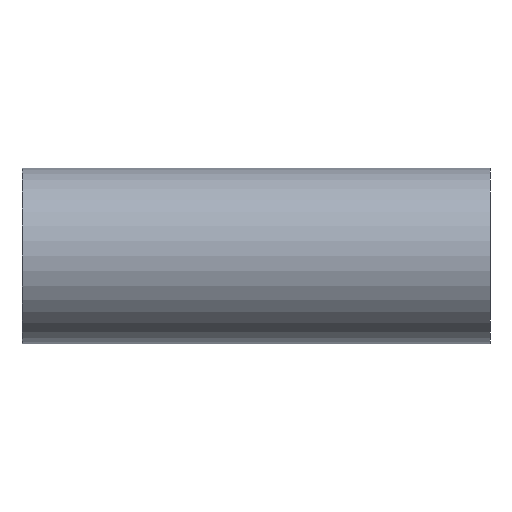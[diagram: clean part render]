
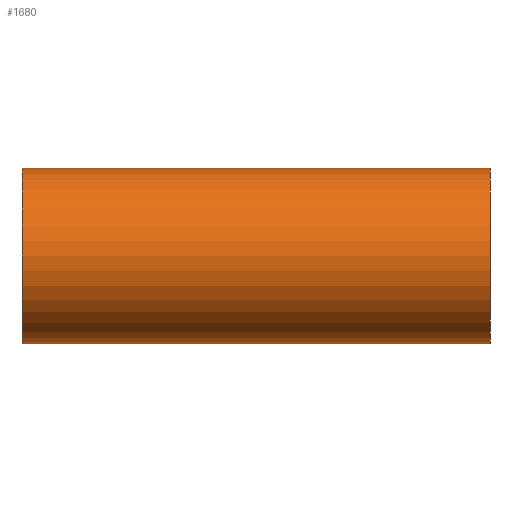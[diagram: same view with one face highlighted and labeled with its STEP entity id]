
A CAD part, left-side view. The second image highlights one B-rep face of the part: STEP entity #1680.
In plain terms, the highlighted cylindrical face has radius 4.759 mm (diameter 9.517 mm), a partial arc.
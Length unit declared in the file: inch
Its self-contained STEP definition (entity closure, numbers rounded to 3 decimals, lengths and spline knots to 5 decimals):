
#46 = CARTESIAN_POINT ( 'NONE',  ( 0., 0.22, 0.18735 ) ) ;
#70 = CYLINDRICAL_SURFACE ( 'NONE', #1628, 0.18735 ) ;
#75 = DIRECTION ( 'NONE',  ( 0., 0., -1. ) ) ;
#101 = CARTESIAN_POINT ( 'NONE',  ( 0., 0., -0.18735 ) ) ;
#146 = LINE ( 'NONE', #1528, #862 ) ;
#178 = VERTEX_POINT ( 'NONE', #101 ) ;
#186 = EDGE_LOOP ( 'NONE', ( #1584, #551, #645, #451 ) ) ;
#330 = CIRCLE ( 'NONE', #1330, 0.18735 ) ;
#352 = CARTESIAN_POINT ( 'NONE',  ( 0., 0., 0. ) ) ;
#371 = EDGE_CURVE ( 'NONE', #1612, #178, #146, .T. ) ;
#377 = CARTESIAN_POINT ( 'NONE',  ( 0., 1., 0.18735 ) ) ;
#451 = ORIENTED_EDGE ( 'NONE', *, *, #1629, .T. ) ;
#497 = DIRECTION ( 'NONE',  ( 0., 0., 1. ) ) ;
#507 = DIRECTION ( 'NONE',  ( 0., -1., 0. ) ) ;
#547 = CIRCLE ( 'NONE', #928, 0.18735 ) ;
#551 = ORIENTED_EDGE ( 'NONE', *, *, #1760, .F. ) ;
#609 = CARTESIAN_POINT ( 'NONE',  ( 0., 0., 0.18735 ) ) ;
#645 = ORIENTED_EDGE ( 'NONE', *, *, #371, .T. ) ;
#659 = DIRECTION ( 'NONE',  ( 0., -1., 0. ) ) ;
#815 = CARTESIAN_POINT ( 'NONE',  ( 0., 1., 0. ) ) ;
#862 = VECTOR ( 'NONE', #659, 39.37008 ) ;
#909 = VERTEX_POINT ( 'NONE', #377 ) ;
#928 = AXIS2_PLACEMENT_3D ( 'NONE', #352, #1367, #497 ) ;
#961 = DIRECTION ( 'NONE',  ( 0., 0., 1. ) ) ;
#1044 = DIRECTION ( 'NONE',  ( 0., -1., 0. ) ) ;
#1217 = FACE_OUTER_BOUND ( 'NONE', #186, .T. ) ;
#1330 = AXIS2_PLACEMENT_3D ( 'NONE', #815, #1851, #961 ) ;
#1362 = CARTESIAN_POINT ( 'NONE',  ( 0., 1., -0.18735 ) ) ;
#1367 = DIRECTION ( 'NONE',  ( 0., 1., 0. ) ) ;
#1380 = CARTESIAN_POINT ( 'NONE',  ( 0., 0.22, 0. ) ) ;
#1492 = VERTEX_POINT ( 'NONE', #609 ) ;
#1528 = CARTESIAN_POINT ( 'NONE',  ( 0., 0.22, -0.18735 ) ) ;
#1529 = EDGE_CURVE ( 'NONE', #909, #1492, #1855, .T. ) ;
#1584 = ORIENTED_EDGE ( 'NONE', *, *, #1529, .F. ) ;
#1601 = VECTOR ( 'NONE', #1044, 39.37008 ) ;
#1612 = VERTEX_POINT ( 'NONE', #1362 ) ;
#1628 = AXIS2_PLACEMENT_3D ( 'NONE', #1380, #507, #75 ) ;
#1629 = EDGE_CURVE ( 'NONE', #178, #1492, #547, .T. ) ;
#1680 = ADVANCED_FACE ( 'NONE', ( #1217 ), #70, .T. ) ;
#1760 = EDGE_CURVE ( 'NONE', #1612, #909, #330, .T. ) ;
#1851 = DIRECTION ( 'NONE',  ( 0., 1., 0. ) ) ;
#1855 = LINE ( 'NONE', #46, #1601 ) ;
